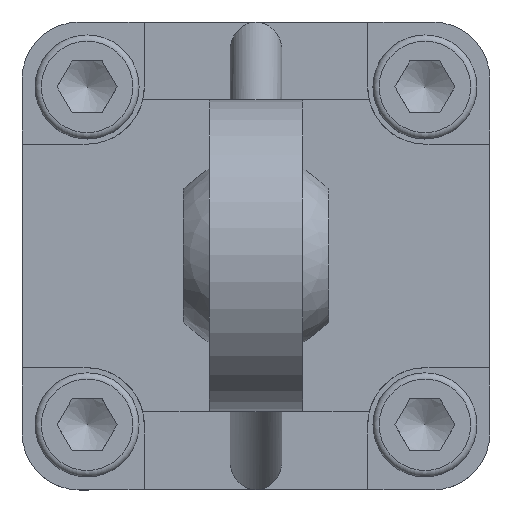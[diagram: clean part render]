
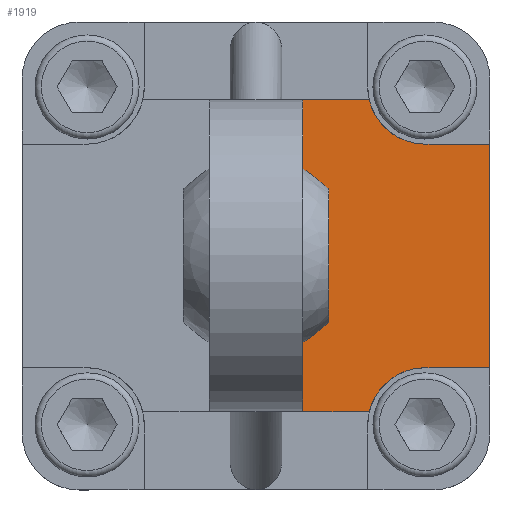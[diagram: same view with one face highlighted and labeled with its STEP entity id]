
A CAD part, top view. The second image highlights one B-rep face of the part: STEP entity #1919.
In plain terms, the highlighted planar face has unit normal (0, 0, 1).
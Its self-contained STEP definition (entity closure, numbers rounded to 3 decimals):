
#104=LINE('',#2983,#244);
#124=LINE('',#3036,#264);
#133=LINE('',#3095,#273);
#137=LINE('',#3108,#277);
#138=LINE('',#3110,#278);
#139=LINE('',#3112,#279);
#244=VECTOR('',#2401,6.394);
#264=VECTOR('',#2447,6.394);
#273=VECTOR('',#2510,30.);
#277=VECTOR('',#2524,6.25);
#278=VECTOR('',#2525,21.5);
#279=VECTOR('',#2526,6.25);
#500=FACE_OUTER_BOUND('',#655,.T.);
#655=EDGE_LOOP('',(#1476,#1477,#1478,#1479,#1480,#1481,#1482,#1483));
#750=CIRCLE('',#2098,5.5);
#751=CIRCLE('',#2099,5.5);
#852=VERTEX_POINT('',#2980);
#853=VERTEX_POINT('',#2982);
#872=VERTEX_POINT('',#3033);
#873=VERTEX_POINT('',#3035);
#899=VERTEX_POINT('',#3105);
#900=VERTEX_POINT('',#3107);
#901=VERTEX_POINT('',#3109);
#902=VERTEX_POINT('',#3111);
#1051=EDGE_CURVE('',#853,#852,#104,.T.);
#1077=EDGE_CURVE('',#873,#872,#124,.T.);
#1104=EDGE_CURVE('',#852,#873,#133,.T.);
#1109=EDGE_CURVE('',#872,#899,#750,.T.);
#1110=EDGE_CURVE('',#899,#900,#137,.T.);
#1111=EDGE_CURVE('',#901,#900,#138,.T.);
#1112=EDGE_CURVE('',#901,#902,#139,.T.);
#1113=EDGE_CURVE('',#902,#853,#751,.T.);
#1476=ORIENTED_EDGE('',*,*,#1104,.T.);
#1477=ORIENTED_EDGE('',*,*,#1077,.T.);
#1478=ORIENTED_EDGE('',*,*,#1109,.T.);
#1479=ORIENTED_EDGE('',*,*,#1110,.T.);
#1480=ORIENTED_EDGE('',*,*,#1111,.F.);
#1481=ORIENTED_EDGE('',*,*,#1112,.T.);
#1482=ORIENTED_EDGE('',*,*,#1113,.T.);
#1483=ORIENTED_EDGE('',*,*,#1051,.T.);
#1701=PLANE('',#2097);
#1919=ADVANCED_FACE('',(#500),#1701,.T.);
#2097=AXIS2_PLACEMENT_3D('',#3104,#2520,#2521);
#2098=AXIS2_PLACEMENT_3D('',#3106,#2522,#2523);
#2099=AXIS2_PLACEMENT_3D('',#3113,#2527,#2528);
#2401=DIRECTION('',(-1.,0.,0.));
#2447=DIRECTION('',(1.,0.,0.));
#2510=DIRECTION('',(0.,-1.,0.));
#2520=DIRECTION('center_axis',(0.,0.,
1.));
#2521=DIRECTION('ref_axis',(0.,-1.,0.));
#2522=DIRECTION('center_axis',(0.,0.,
-1.));
#2523=DIRECTION('ref_axis',(0.,1.,0.));
#2524=DIRECTION('',(1.,0.,0.));
#2525=DIRECTION('',(0.,-1.,0.));
#2526=DIRECTION('',(-1.,0.,0.));
#2527=DIRECTION('center_axis',(0.,0.,
-1.));
#2528=DIRECTION('ref_axis',(-1.,0.,0.));
#2980=CARTESIAN_POINT('',(49.5,15.,10.));
#2982=CARTESIAN_POINT('',(55.894,15.,10.));
#2983=CARTESIAN_POINT('',(33.75,15.,10.));
#3033=CARTESIAN_POINT('',(55.894,-15.,10.));
#3035=CARTESIAN_POINT('',(49.5,-15.,10.));
#3036=CARTESIAN_POINT('',(56.25,-15.,10.));
#3095=CARTESIAN_POINT('',(49.5,0.,10.));
#3104=CARTESIAN_POINT('Origin',(45.,0.,10.));
#3105=CARTESIAN_POINT('',(61.25,-10.75,10.));
#3106=CARTESIAN_POINT('Origin',(61.25,-16.25,10.));
#3107=CARTESIAN_POINT('',(67.5,-10.75,10.));
#3108=CARTESIAN_POINT('',(56.25,-10.75,10.));
#3109=CARTESIAN_POINT('',(67.5,10.75,10.));
#3110=CARTESIAN_POINT('',(67.5,-17.,10.));
#3111=CARTESIAN_POINT('',(61.25,10.75,10.));
#3112=CARTESIAN_POINT('',(53.125,10.75,10.));
#3113=CARTESIAN_POINT('Origin',(61.25,16.25,10.));
